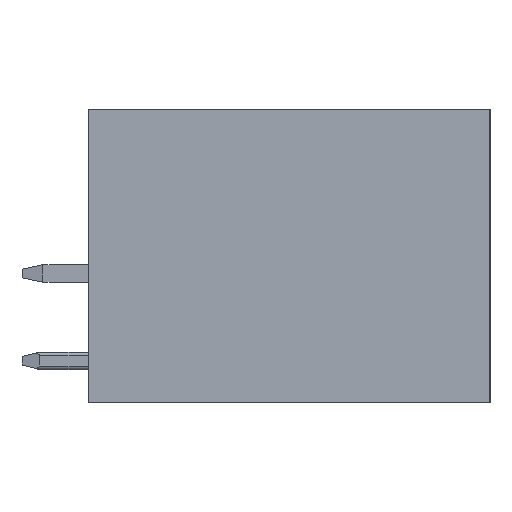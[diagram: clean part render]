
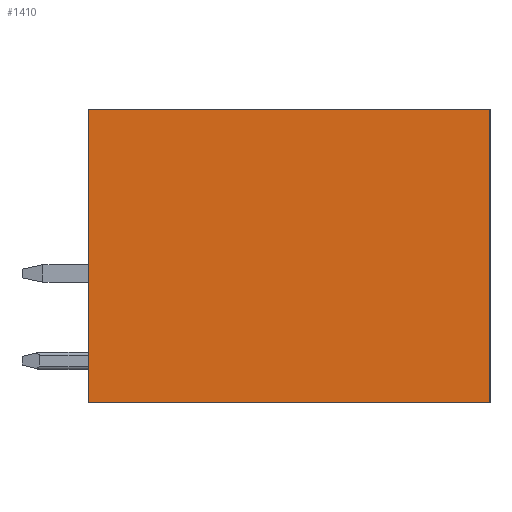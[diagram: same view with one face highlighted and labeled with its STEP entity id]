
A CAD part, left-side view. The second image highlights one B-rep face of the part: STEP entity #1410.
In plain terms, the highlighted planar face has unit normal (-1, 0, 0).
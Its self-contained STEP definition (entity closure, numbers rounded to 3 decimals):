
#482=FACE_OUTER_BOUND('',#3418,.T.);
#1410=ADVANCED_FACE('',(#482),#2342,.T.);
#2342=PLANE('',#17463);
#3418=EDGE_LOOP('',(#4834,#4835,#4836,#4837));
#4834=ORIENTED_EDGE('',*,*,#11186,.T.);
#4835=ORIENTED_EDGE('',*,*,#11187,.F.);
#4836=ORIENTED_EDGE('',*,*,#11188,.T.);
#4837=ORIENTED_EDGE('',*,*,#10787,.F.);
#9192=VERTEX_POINT('',#23253);
#9195=VERTEX_POINT('',#23258);
#9560=VERTEX_POINT('',#24062);
#9561=VERTEX_POINT('',#24064);
#10787=EDGE_CURVE('',#9195,#9192,#13196,.T.);
#11186=EDGE_CURVE('',#9195,#9560,#13551,.T.);
#11187=EDGE_CURVE('',#9561,#9560,#13552,.T.);
#11188=EDGE_CURVE('',#9561,#9192,#13553,.T.);
#13196=LINE('',#23259,#15293);
#13551=LINE('',#24061,#15648);
#13552=LINE('',#24063,#15649);
#13553=LINE('',#24065,#15650);
#15293=VECTOR('',#18649,1.);
#15648=VECTOR('',#19170,1.);
#15649=VECTOR('',#19171,1.);
#15650=VECTOR('',#19172,1.);
#17463=AXIS2_PLACEMENT_3D('',#24066,#19173,#19174);
#18649=DIRECTION('',(0.,0.,1.));
#19170=DIRECTION('',(0.,-1.,0.));
#19171=DIRECTION('',(0.,0.,-1.));
#19172=DIRECTION('',(0.,1.,0.));
#19173=DIRECTION('',(-1.,0.,0.));
#19174=DIRECTION('',(0.,0.,-1.));
#23253=CARTESIAN_POINT('',(-44.4,14.5,0.));
#23258=CARTESIAN_POINT('',(-44.4,14.5,-16.8));
#23259=CARTESIAN_POINT('',(-44.4,14.5,-16.8));
#24061=CARTESIAN_POINT('',(-44.4,7.4,-16.8));
#24062=CARTESIAN_POINT('',(-44.4,-8.5,-16.8));
#24063=CARTESIAN_POINT('',(-44.4,-8.5,0.));
#24064=CARTESIAN_POINT('',(-44.4,-8.5,0.));
#24065=CARTESIAN_POINT('',(-44.4,-8.5,0.));
#24066=CARTESIAN_POINT('',(-44.4,0.,-20.32));
